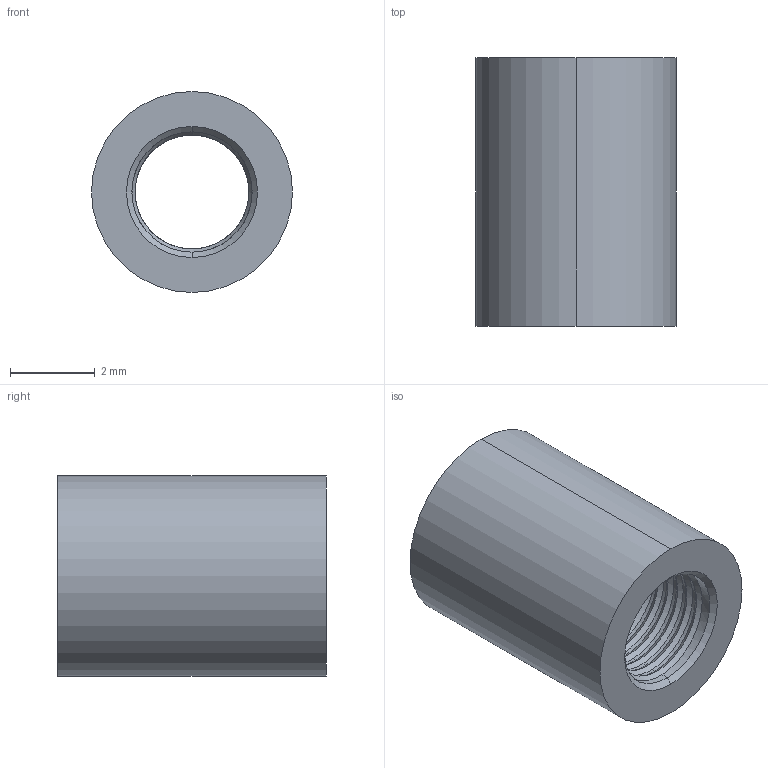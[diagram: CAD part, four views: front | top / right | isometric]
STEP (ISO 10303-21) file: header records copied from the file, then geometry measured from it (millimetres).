
FILE_DESCRIPTION (( 'STEP AP214' ), '1' );
FILE_NAME ('2025.STEP', '2007-12-13T16:56:56', ( 'Richard Maletta' ), ( '' ), 'SwSTEP 2.0', 'SolidWorks 2007', '' );
FILE_SCHEMA (( 'AUTOMOTIVE_DESIGN' ));
Length unit declared in the file: inch
Products named in the file (1): 2025
Bounding box: 4.75 x 6.35 x 4.75 mm (x, y, z)
Volume: 73.3 mm3; surface area: 179.4 mm2
Topology: 1 solids, 1 shells, 50 faces, 136 edges, 88 vertices
Faces by surface type: cylinder 40, cone 4, plane 4, bspline 2
Entity records: 2914 total; most frequent: CARTESIAN_POINT 1837, ORIENTED_EDGE 272, DIRECTION 173, EDGE_CURVE 136, VERTEX_POINT 88, AXIS2_PLACEMENT_3D 61, EDGE_LOOP 52, VECTOR 51
